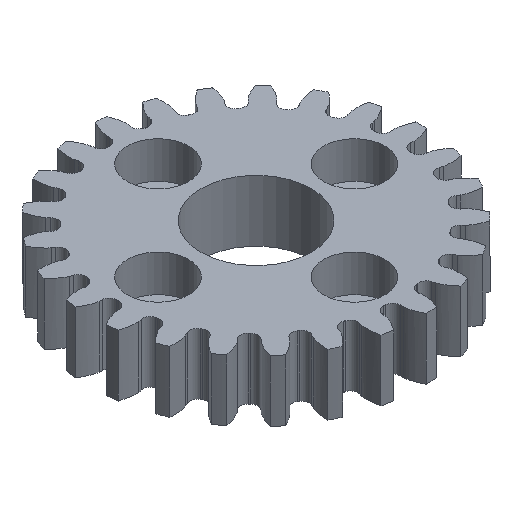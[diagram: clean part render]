
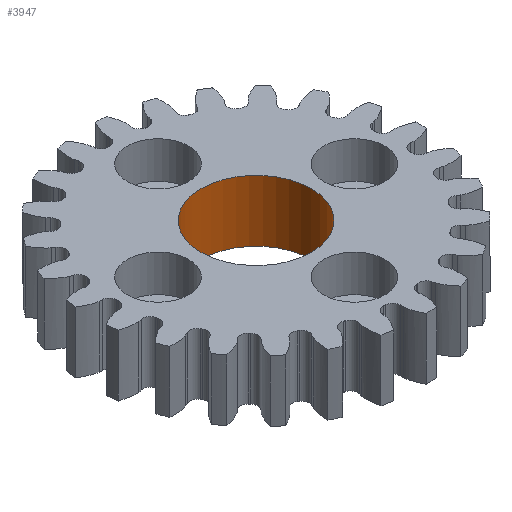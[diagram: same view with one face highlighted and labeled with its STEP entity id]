
A CAD part, isometric view. The second image highlights one B-rep face of the part: STEP entity #3947.
In plain terms, the highlighted cylindrical face has radius 4.5 mm (diameter 9 mm), a full revolution.
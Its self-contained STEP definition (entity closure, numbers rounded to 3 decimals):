
#259=FACE_OUTER_BOUND('',#478,.T.);
#478=EDGE_LOOP('',(#2612,#2613,#2614,#2615));
#699=LINE('',#5702,#1008);
#1008=VECTOR('',#4629,4.5);
#1325=CIRCLE('',#4196,4.5);
#1326=CIRCLE('',#4197,4.5);
#1543=VERTEX_POINT('',#5699);
#1544=VERTEX_POINT('',#5701);
#1969=EDGE_CURVE('',#1543,#1543,#1325,.T.);
#1970=EDGE_CURVE('',#1543,#1544,#699,.T.);
#1971=EDGE_CURVE('',#1544,#1544,#1326,.T.);
#2612=ORIENTED_EDGE('',*,*,#1969,.F.);
#2613=ORIENTED_EDGE('',*,*,#1970,.T.);
#2614=ORIENTED_EDGE('',*,*,#1971,.F.);
#2615=ORIENTED_EDGE('',*,*,#1970,.F.);
#3834=CYLINDRICAL_SURFACE('',#4195,4.5);
#3947=ADVANCED_FACE('',(#259),#3834,.F.);
#4195=AXIS2_PLACEMENT_3D('',#5698,#4625,#4626);
#4196=AXIS2_PLACEMENT_3D('',#5700,#4627,#4628);
#4197=AXIS2_PLACEMENT_3D('',#5703,#4630,#4631);
#4625=DIRECTION('center_axis',(0.,1.,0.));
#4626=DIRECTION('ref_axis',(1.,0.,0.));
#4627=DIRECTION('center_axis',(0.,1.,0.));
#4628=DIRECTION('ref_axis',(1.,0.,0.));
#4629=DIRECTION('',(0.,1.,0.));
#4630=DIRECTION('center_axis',(0.,-1.,0.));
#4631=DIRECTION('ref_axis',(1.,0.,0.));
#5698=CARTESIAN_POINT('Origin',(0.,12.,0.));
#5699=CARTESIAN_POINT('',(-4.5,12.,0.));
#5700=CARTESIAN_POINT('Origin',(0.,12.,0.));
#5701=CARTESIAN_POINT('',(-4.5,17.,0.));
#5702=CARTESIAN_POINT('',(-4.5,12.,0.));
#5703=CARTESIAN_POINT('Origin',(0.,17.,0.));
